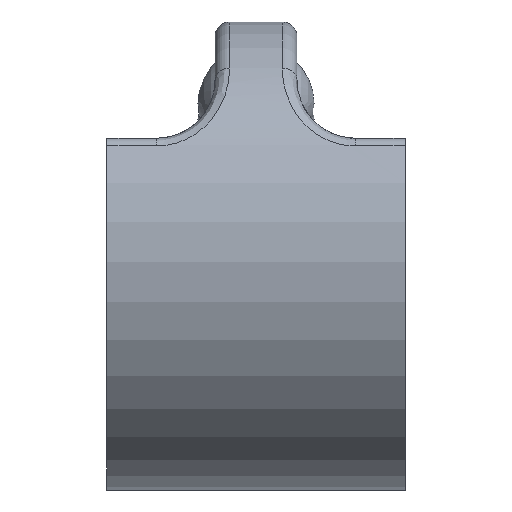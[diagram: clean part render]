
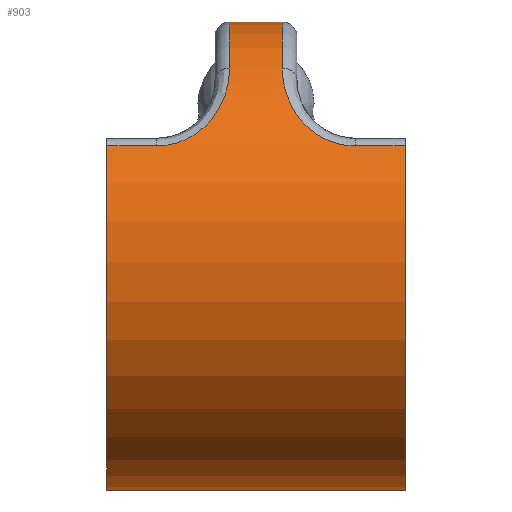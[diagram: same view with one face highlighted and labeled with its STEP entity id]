
A CAD part, left-side view. The second image highlights one B-rep face of the part: STEP entity #903.
In plain terms, the highlighted cylindrical face has radius 16 mm (diameter 32 mm), a partial arc.
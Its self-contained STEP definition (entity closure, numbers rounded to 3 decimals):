
#91 = AXIS2_PLACEMENT_3D ( 'NONE', #15227, #11686, #12813 ) ;
#174 = DIRECTION ( 'NONE',  ( 0., 0., 1. ) ) ;
#671 = CARTESIAN_POINT ( 'NONE',  ( -33.385, -2.21, 10.719 ) ) ;
#721 = CARTESIAN_POINT ( 'NONE',  ( -31.348, -1.8, 12.616 ) ) ;
#854 = AXIS2_PLACEMENT_3D ( 'NONE', #5599, #5551, #7980 ) ;
#879 = CARTESIAN_POINT ( 'NONE',  ( -35.509, -5.413, 7.729 ) ) ;
#903 = ADVANCED_FACE ( 'NONE', ( #13509 ), #2680, .T. ) ;
#1247 = ORIENTED_EDGE ( 'NONE', *, *, #10410, .T. ) ;
#1515 = CARTESIAN_POINT ( 'NONE',  ( -21.5, -1.8, 0. ) ) ;
#1705 = VERTEX_POINT ( 'NONE', #2827 ) ;
#1816 = VERTEX_POINT ( 'NONE', #6064 ) ;
#1893 = CARTESIAN_POINT ( 'NONE',  ( -35.03, 3.857, 8.541 ) ) ;
#2078 = CARTESIAN_POINT ( 'NONE',  ( -34.796, -3.442, 8.902 ) ) ;
#2122 = DIRECTION ( 'NONE',  ( 0., 1., 0. ) ) ;
#2416 = EDGE_LOOP ( 'NONE', ( #9108, #3942, #7918, #15080, #12418, #1247, #14192, #2889, #5018, #12914 ) ) ;
#2445 = CARTESIAN_POINT ( 'NONE',  ( -21.5, 10.2, -16. ) ) ;
#2483 = CARTESIAN_POINT ( 'NONE',  ( -21.5, -10.2, 16. ) ) ;
#2536 = EDGE_CURVE ( 'NONE', #6798, #3881, #2844, .T. ) ;
#2680 = CYLINDRICAL_SURFACE ( 'NONE', #5807, 16. ) ;
#2827 = CARTESIAN_POINT ( 'NONE',  ( -35.62, 10.2, 7.524 ) ) ;
#2844 = LINE ( 'NONE', #2483, #14606 ) ;
#2889 = ORIENTED_EDGE ( 'NONE', *, *, #12359, .T. ) ;
#2998 = CARTESIAN_POINT ( 'NONE',  ( -21.5, -1.8, 16. ) ) ;
#3148 = CARTESIAN_POINT ( 'NONE',  ( -33.118, -2.102, 11.008 ) ) ;
#3246 = CARTESIAN_POINT ( 'NONE',  ( -21.5, -10.2, 0. ) ) ;
#3251 = CARTESIAN_POINT ( 'NONE',  ( -34.109, -2.654, 9.856 ) ) ;
#3363 = DIRECTION ( 'NONE',  ( 0., 1., 0. ) ) ;
#3835 = VERTEX_POINT ( 'NONE', #4905 ) ;
#3881 = VERTEX_POINT ( 'NONE', #8419 ) ;
#3942 = ORIENTED_EDGE ( 'NONE', *, *, #4963, .T. ) ;
#4243 = CARTESIAN_POINT ( 'NONE',  ( -32.272, -1.886, 11.837 ) ) ;
#4319 = CARTESIAN_POINT ( 'NONE',  ( -34.529, 3.066, 9.293 ) ) ;
#4363 = LINE ( 'NONE', #7615, #9502 ) ;
#4368 = CARTESIAN_POINT ( 'NONE',  ( -33.88, 2.485, 10.143 ) ) ;
#4410 = CARTESIAN_POINT ( 'NONE',  ( -34.109, 2.654, 9.856 ) ) ;
#4593 = DIRECTION ( 'NONE',  ( 0., 0., -1. ) ) ;
#4905 = CARTESIAN_POINT ( 'NONE',  ( -21.5, -10.2, -16. ) ) ;
#4963 = EDGE_CURVE ( 'NONE', #7190, #13205, #4363, .T. ) ;
#5018 = ORIENTED_EDGE ( 'NONE', *, *, #8466, .F. ) ;
#5486 = CARTESIAN_POINT ( 'NONE',  ( -35.231, 4.333, 8.215 ) ) ;
#5512 = CARTESIAN_POINT ( 'NONE',  ( -35.343, -4.677, 8.025 ) ) ;
#5551 = DIRECTION ( 'NONE',  ( 0., 1., 0. ) ) ;
#5594 = CARTESIAN_POINT ( 'NONE',  ( -35.62, 6.391, 7.524 ) ) ;
#5599 = CARTESIAN_POINT ( 'NONE',  ( -21.5, 10.2, 0. ) ) ;
#5655 = VERTEX_POINT ( 'NONE', #2445 ) ;
#5807 = AXIS2_PLACEMENT_3D ( 'NONE', #9393, #9450, #9338 ) ;
#5967 = CIRCLE ( 'NONE', #91, 16. ) ;
#6064 = CARTESIAN_POINT ( 'NONE',  ( -31.022, 1.8, 12.858 ) ) ;
#6526 = CARTESIAN_POINT ( 'NONE',  ( -34.423, -2.962, 9.435 ) ) ;
#6580 = CARTESIAN_POINT ( 'NONE',  ( -35.391, -4.854, 7.941 ) ) ;
#6619 = CIRCLE ( 'NONE', #854, 16. ) ;
#6629 = CARTESIAN_POINT ( 'NONE',  ( -35.62, -6.8, 7.524 ) ) ;
#6757 = CARTESIAN_POINT ( 'NONE',  ( -35.62, 6.8, 7.524 ) ) ;
#6798 = VERTEX_POINT ( 'NONE', #2998 ) ;
#6919 = B_SPLINE_CURVE_WITH_KNOTS ( 'NONE', 3,
 ( #6629, #11410, #9051, #879, #14853, #6580, #5512, #14954, #7755, #2078, #10295, #10195, #6526, #3251, #14753, #671, #3148, #11261, #4243, #12433, #721, #8944 ),
 .UNSPECIFIED., .F., .F.,
 ( 4, 2, 2, 2, 2, 2, 2, 2, 2, 2, 4 ),
 ( 0., 0.001, 0.002, 0.002, 0.004, 0.004, 0.005, 0.006, 0.007, 0.008, 0.01 ),
 .UNSPECIFIED. ) ;
#7055 = EDGE_CURVE ( 'NONE', #13205, #9003, #6919, .T. ) ;
#7190 = VERTEX_POINT ( 'NONE', #9866 ) ;
#7276 = VECTOR ( 'NONE', #3363, 1000. ) ;
#7581 = CARTESIAN_POINT ( 'NONE',  ( -35.62, -6.8, 7.524 ) ) ;
#7615 = CARTESIAN_POINT ( 'NONE',  ( -35.62, -10.2, 7.524 ) ) ;
#7755 = CARTESIAN_POINT ( 'NONE',  ( -35.039, -3.854, 8.532 ) ) ;
#7786 = CIRCLE ( 'NONE', #13974, 16. ) ;
#7825 = CARTESIAN_POINT ( 'NONE',  ( -35.396, 4.842, 7.933 ) ) ;
#7856 = B_SPLINE_CURVE_WITH_KNOTS ( 'NONE', 3,
 ( #11335, #14877, #11238, #10274, #11435, #4368, #4410, #4319, #12462, #12622, #1893, #12518, #5486, #7825, #9023, #11382, #5594, #13810 ),
 .UNSPECIFIED., .F., .F.,
 ( 4, 2, 2, 2, 2, 2, 2, 2, 4 ),
 ( 0., 0.002, 0.004, 0.005, 0.006, 0.007, 0.007, 0.008, 0.01 ),
 .UNSPECIFIED. ) ;
#7918 = ORIENTED_EDGE ( 'NONE', *, *, #7055, .T. ) ;
#7980 = DIRECTION ( 'NONE',  ( 0., 0., -1. ) ) ;
#8419 = CARTESIAN_POINT ( 'NONE',  ( -21.5, 1.8, 16. ) ) ;
#8441 = VERTEX_POINT ( 'NONE', #6757 ) ;
#8466 = EDGE_CURVE ( 'NONE', #5655, #1705, #6619, .T. ) ;
#8725 = LINE ( 'NONE', #14997, #9113 ) ;
#8787 = CIRCLE ( 'NONE', #12756, 16. ) ;
#8944 = CARTESIAN_POINT ( 'NONE',  ( -31.022, -1.8, 12.858 ) ) ;
#9003 = VERTEX_POINT ( 'NONE', #13848 ) ;
#9023 = CARTESIAN_POINT ( 'NONE',  ( -35.479, 5.206, 7.785 ) ) ;
#9051 = CARTESIAN_POINT ( 'NONE',  ( -35.593, -5.994, 7.577 ) ) ;
#9108 = ORIENTED_EDGE ( 'NONE', *, *, #9889, .T. ) ;
#9113 = VECTOR ( 'NONE', #2122, 1000. ) ;
#9338 = DIRECTION ( 'NONE',  ( 0., 0., 1. ) ) ;
#9393 = CARTESIAN_POINT ( 'NONE',  ( -21.5, -10.2, 0. ) ) ;
#9450 = DIRECTION ( 'NONE',  ( 0., 1., 0. ) ) ;
#9502 = VECTOR ( 'NONE', #12251, 1000. ) ;
#9866 = CARTESIAN_POINT ( 'NONE',  ( -35.62, -10.2, 7.524 ) ) ;
#9889 = EDGE_CURVE ( 'NONE', #3835, #7190, #7786, .T. ) ;
#10008 = EDGE_CURVE ( 'NONE', #1816, #8441, #7856, .T. ) ;
#10195 = CARTESIAN_POINT ( 'NONE',  ( -34.523, -3.074, 9.297 ) ) ;
#10274 = CARTESIAN_POINT ( 'NONE',  ( -33.12, 2.103, 11.006 ) ) ;
#10295 = CARTESIAN_POINT ( 'NONE',  ( -34.709, -3.314, 9.03 ) ) ;
#10410 = EDGE_CURVE ( 'NONE', #3881, #1816, #5967, .T. ) ;
#11238 = CARTESIAN_POINT ( 'NONE',  ( -32.281, 1.859, 11.849 ) ) ;
#11261 = CARTESIAN_POINT ( 'NONE',  ( -32.563, -1.941, 11.566 ) ) ;
#11335 = CARTESIAN_POINT ( 'NONE',  ( -31.022, 1.8, 12.858 ) ) ;
#11382 = CARTESIAN_POINT ( 'NONE',  ( -35.592, 5.988, 7.578 ) ) ;
#11410 = CARTESIAN_POINT ( 'NONE',  ( -35.62, -6.391, 7.524 ) ) ;
#11435 = CARTESIAN_POINT ( 'NONE',  ( -33.386, 2.21, 10.717 ) ) ;
#11686 = DIRECTION ( 'NONE',  ( 0., -1., 0. ) ) ;
#11964 = EDGE_CURVE ( 'NONE', #3835, #5655, #13176, .T. ) ;
#12251 = DIRECTION ( 'NONE',  ( 0., 1., 0. ) ) ;
#12359 = EDGE_CURVE ( 'NONE', #8441, #1705, #8725, .T. ) ;
#12418 = ORIENTED_EDGE ( 'NONE', *, *, #2536, .T. ) ;
#12433 = CARTESIAN_POINT ( 'NONE',  ( -31.665, -1.815, 12.362 ) ) ;
#12462 = CARTESIAN_POINT ( 'NONE',  ( -34.713, 3.303, 9.027 ) ) ;
#12518 = CARTESIAN_POINT ( 'NONE',  ( -35.168, 4.168, 8.319 ) ) ;
#12622 = CARTESIAN_POINT ( 'NONE',  ( -34.955, 3.712, 8.659 ) ) ;
#12756 = AXIS2_PLACEMENT_3D ( 'NONE', #1515, #13316, #174 ) ;
#12813 = DIRECTION ( 'NONE',  ( 0., 0., -1. ) ) ;
#12893 = DIRECTION ( 'NONE',  ( 0., 1., 0. ) ) ;
#12914 = ORIENTED_EDGE ( 'NONE', *, *, #11964, .F. ) ;
#13005 = DIRECTION ( 'NONE',  ( 0., 1., 0. ) ) ;
#13176 = LINE ( 'NONE', #15067, #7276 ) ;
#13205 = VERTEX_POINT ( 'NONE', #7581 ) ;
#13316 = DIRECTION ( 'NONE',  ( 0., 1., 0. ) ) ;
#13509 = FACE_OUTER_BOUND ( 'NONE', #2416, .T. ) ;
#13810 = CARTESIAN_POINT ( 'NONE',  ( -35.62, 6.8, 7.524 ) ) ;
#13848 = CARTESIAN_POINT ( 'NONE',  ( -31.022, -1.8, 12.858 ) ) ;
#13974 = AXIS2_PLACEMENT_3D ( 'NONE', #3246, #13005, #4593 ) ;
#14043 = EDGE_CURVE ( 'NONE', #9003, #6798, #8787, .T. ) ;
#14192 = ORIENTED_EDGE ( 'NONE', *, *, #10008, .T. ) ;
#14606 = VECTOR ( 'NONE', #12893, 1000. ) ;
#14753 = CARTESIAN_POINT ( 'NONE',  ( -33.881, -2.486, 10.142 ) ) ;
#14853 = CARTESIAN_POINT ( 'NONE',  ( -35.474, -5.221, 7.793 ) ) ;
#14877 = CARTESIAN_POINT ( 'NONE',  ( -31.674, 1.8, 12.375 ) ) ;
#14954 = CARTESIAN_POINT ( 'NONE',  ( -35.178, -4.169, 8.305 ) ) ;
#14997 = CARTESIAN_POINT ( 'NONE',  ( -35.62, -10.2, 7.524 ) ) ;
#15067 = CARTESIAN_POINT ( 'NONE',  ( -21.5, -10.2, -16. ) ) ;
#15080 = ORIENTED_EDGE ( 'NONE', *, *, #14043, .T. ) ;
#15227 = CARTESIAN_POINT ( 'NONE',  ( -21.5, 1.8, 0. ) ) ;
